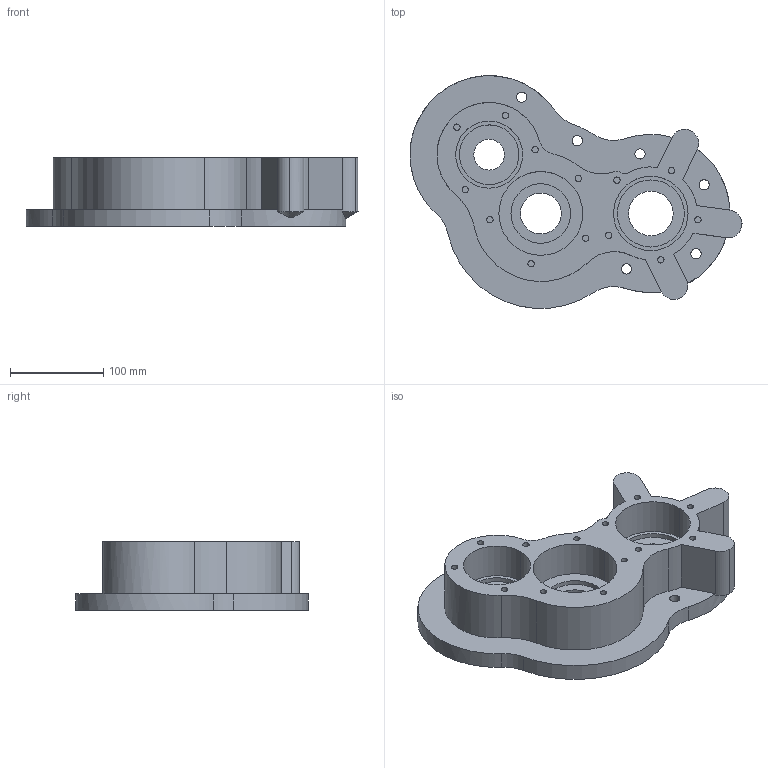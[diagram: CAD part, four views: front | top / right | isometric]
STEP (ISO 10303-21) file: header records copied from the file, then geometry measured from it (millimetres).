
FILE_DESCRIPTION((''),'2;1');
FILE_NAME('PUMP_CARTER_SUP_20_03_2006','2006-03-21T',('rferrandes'),(''),'PRO/ENGINEER BY PARAMETRIC TECHNOLOGY CORPORATION, 2004110','PRO/ENGINEER BY PARAMETRIC TECHNOLOGY CORPORATION, 2004110','');
FILE_SCHEMA(('CONFIG_CONTROL_DESIGN'));
Length unit declared in the file: millimetre
Products named in the file (1): PUMP_CARTER_SUP_20_03_2006
Bounding box: 356.48 x 249.82 x 74 mm (x, y, z)
Volume: 2271758.6 mm3; surface area: 240818.8 mm2
Topology: 1 solids, 1 shells, 119 faces, 295 edges, 197 vertices
Faces by surface type: cylinder 83, plane 30, cone 6
Entity records: 3820 total; most frequent: CARTESIAN_POINT 745, DIRECTION 698, ORIENTED_EDGE 590, EDGE_CURVE 295, AXIS2_PLACEMENT_3D 294, VERTEX_POINT 197, CIRCLE 175, EDGE_LOOP 156
